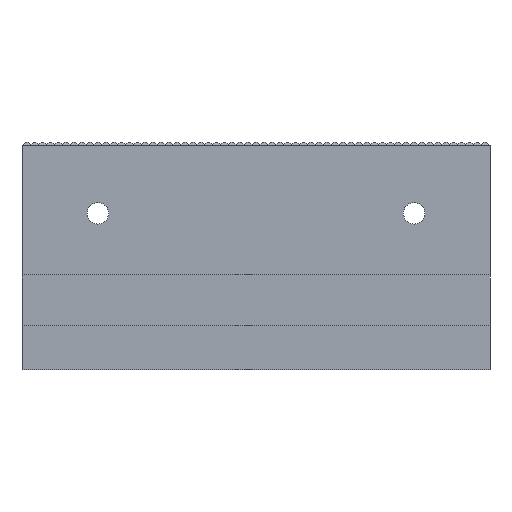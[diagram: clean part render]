
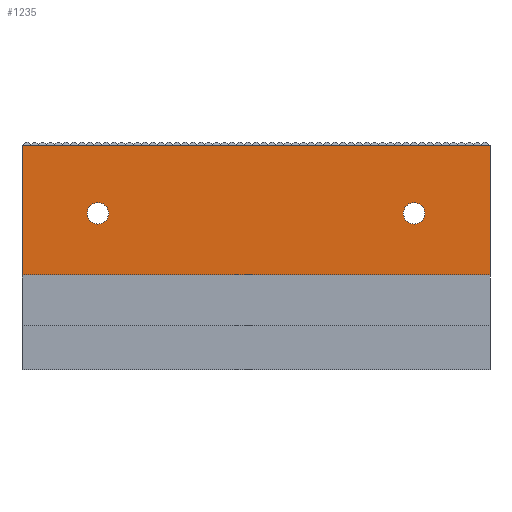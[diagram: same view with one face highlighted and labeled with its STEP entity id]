
A CAD part, left-side view. The second image highlights one B-rep face of the part: STEP entity #1235.
In plain terms, the highlighted planar face has unit normal (-1, 0, 0).
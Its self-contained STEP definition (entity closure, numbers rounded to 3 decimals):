
#1235 = ADVANCED_FACE( '', ( #2506, #2507, #2508 ), #2509, .F. );
#2506 = FACE_BOUND( '', #3781, .T. );
#2507 = FACE_BOUND( '', #3782, .T. );
#2508 = FACE_OUTER_BOUND( '', #3783, .T. );
#2509 = PLANE( '', #3784 );
#3781 = EDGE_LOOP( '', ( #7754 ) );
#3782 = EDGE_LOOP( '', ( #7755 ) );
#3783 = EDGE_LOOP( '', ( #7756, #7757, #7758, #7759, #7760, #7761 ) );
#3784 = AXIS2_PLACEMENT_3D( '', #7762, #7763, #7764 );
#7754 = ORIENTED_EDGE( '', *, *, #9075, .T. );
#7755 = ORIENTED_EDGE( '', *, *, #8844, .T. );
#7756 = ORIENTED_EDGE( '', *, *, #9370, .T. );
#7757 = ORIENTED_EDGE( '', *, *, #9279, .T. );
#7758 = ORIENTED_EDGE( '', *, *, #8903, .T. );
#7759 = ORIENTED_EDGE( '', *, *, #9065, .F. );
#7760 = ORIENTED_EDGE( '', *, *, #8627, .T. );
#7761 = ORIENTED_EDGE( '', *, *, #9426, .T. );
#7762 = CARTESIAN_POINT( '', ( -50., -74., 36. ) );
#7763 = DIRECTION( '', ( 1., 0., 0. ) );
#7764 = DIRECTION( '', ( 0., 0., -1. ) );
#8627 = EDGE_CURVE( '', #10780, #10778, #10781, .T. );
#8844 = EDGE_CURVE( '', #11099, #11099, #11100, .T. );
#8903 = EDGE_CURVE( '', #11188, #11186, #11189, .T. );
#9065 = EDGE_CURVE( '', #10780, #11186, #11411, .T. );
#9075 = EDGE_CURVE( '', #11423, #11423, #11424, .T. );
#9279 = EDGE_CURVE( '', #11670, #11188, #11671, .T. );
#9370 = EDGE_CURVE( '', #11771, #11670, #11772, .T. );
#9426 = EDGE_CURVE( '', #10778, #11771, #11829, .T. );
#10778 = VERTEX_POINT( '', #13776 );
#10780 = VERTEX_POINT( '', #13779 );
#10781 = LINE( '', #13780, #13781 );
#11099 = VERTEX_POINT( '', #14253 );
#11100 = CIRCLE( '', #14254, 3.4 );
#11186 = VERTEX_POINT( '', #14382 );
#11188 = VERTEX_POINT( '', #14385 );
#11189 = LINE( '', #14386, #14387 );
#11411 = LINE( '', #14741, #14742 );
#11423 = VERTEX_POINT( '', #14760 );
#11424 = CIRCLE( '', #14761, 3.4 );
#11670 = VERTEX_POINT( '', #15166 );
#11671 = LINE( '', #15167, #15168 );
#11771 = VERTEX_POINT( '', #15301 );
#11772 = LINE( '', #15302, #15303 );
#11829 = LINE( '', #15381, #15382 );
#13776 = CARTESIAN_POINT( '', ( -50., -73.925, 35. ) );
#13779 = CARTESIAN_POINT( '', ( -50., -74., 34.925 ) );
#13780 = CARTESIAN_POINT( '', ( -50., -74., 34.925 ) );
#13781 = VECTOR( '', #16061, 1000. );
#14253 = CARTESIAN_POINT( '', ( -50., -46.6, 13.5 ) );
#14254 = AXIS2_PLACEMENT_3D( '', #16234, #16235, #16236 );
#14382 = CARTESIAN_POINT( '', ( -50., -74., -6. ) );
#14385 = CARTESIAN_POINT( '', ( -50., 74., -6. ) );
#14386 = CARTESIAN_POINT( '', ( -50., 74., -6. ) );
#14387 = VECTOR( '', #16280, 1000. );
#14741 = CARTESIAN_POINT( '', ( -50., -74., 36. ) );
#14742 = VECTOR( '', #16416, 1000. );
#14760 = CARTESIAN_POINT( '', ( -50., 53.4, 13.5 ) );
#14761 = AXIS2_PLACEMENT_3D( '', #16423, #16424, #16425 );
#15166 = CARTESIAN_POINT( '', ( -50., 74., 34.925 ) );
#15167 = CARTESIAN_POINT( '', ( -50., 74., 36. ) );
#15168 = VECTOR( '', #16585, 1000. );
#15301 = CARTESIAN_POINT( '', ( -50., 73.925, 35. ) );
#15302 = CARTESIAN_POINT( '', ( -50., 72.925, 36. ) );
#15303 = VECTOR( '', #16637, 1000. );
#15381 = CARTESIAN_POINT( '', ( -50., -74., 35. ) );
#15382 = VECTOR( '', #16659, 1000. );
#16061 = DIRECTION( '', ( 0., 0.707, 0.707 ) );
#16234 = CARTESIAN_POINT( '', ( -50., -50., 13.5 ) );
#16235 = DIRECTION( '', ( 1., 0., 0. ) );
#16236 = DIRECTION( '', ( 0., 1., 0. ) );
#16280 = DIRECTION( '', ( 0., -1., 0. ) );
#16416 = DIRECTION( '', ( 0., 0., -1. ) );
#16423 = CARTESIAN_POINT( '', ( -50., 50., 13.5 ) );
#16424 = DIRECTION( '', ( 1., 0., 0. ) );
#16425 = DIRECTION( '', ( 0., 1., 0. ) );
#16585 = DIRECTION( '', ( 0., 0., -1. ) );
#16637 = DIRECTION( '', ( 0., 0.707, -0.707 ) );
#16659 = DIRECTION( '', ( 0., 1., 0. ) );
